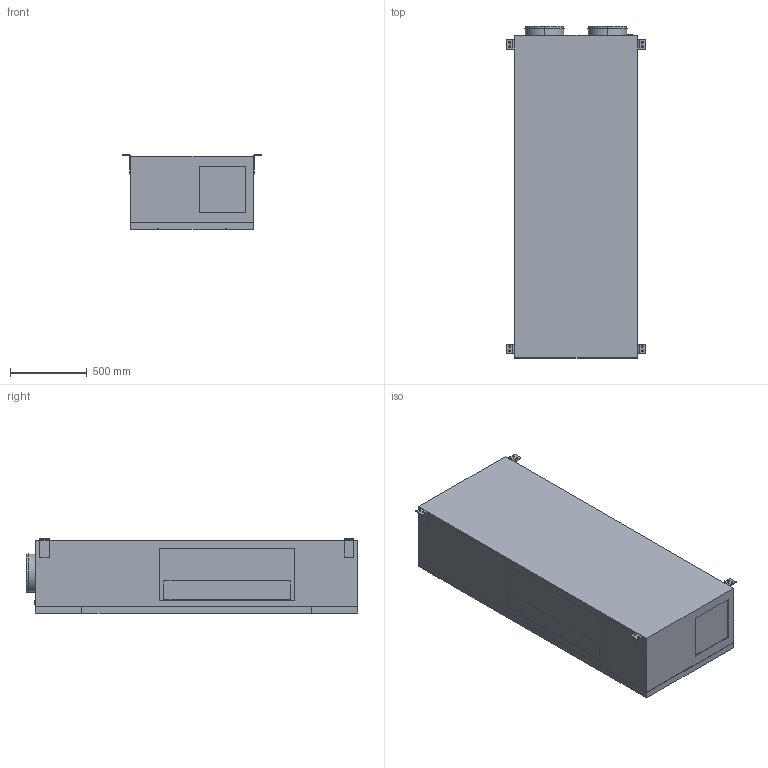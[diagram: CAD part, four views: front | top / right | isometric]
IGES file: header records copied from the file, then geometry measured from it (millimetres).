
Start section: Elysium IGES Interface
Global section: file name: 66HX600-900FL-G-E-SU-K.igs; native system: PTC Creo Elements/Direct Modeling 19.0C  15-Aug-2015; preprocessor: Creo Element/Direct IGES_3D V2.2; author: Unknown; organization: Unknown; date: 20200427.102032; units: millimetre
Bounding box: 911 x 2160 x 482 mm (x, y, z)
Volume: 795379809.8 mm3; surface area: 6379229.5 mm2
Topology: 1 solids, 1 shells, 233 faces, 554 edges, 364 vertices
Faces by surface type: bspline 233
